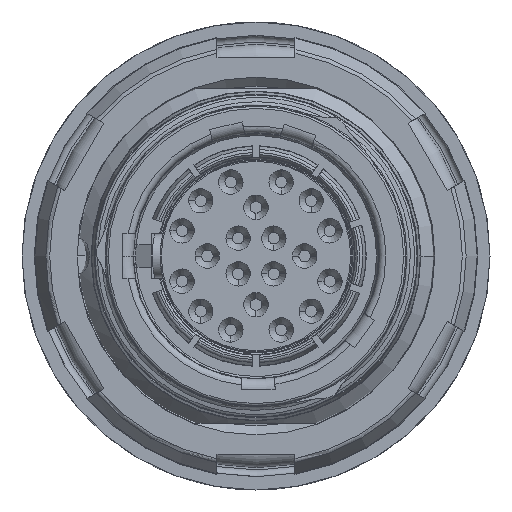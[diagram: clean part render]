
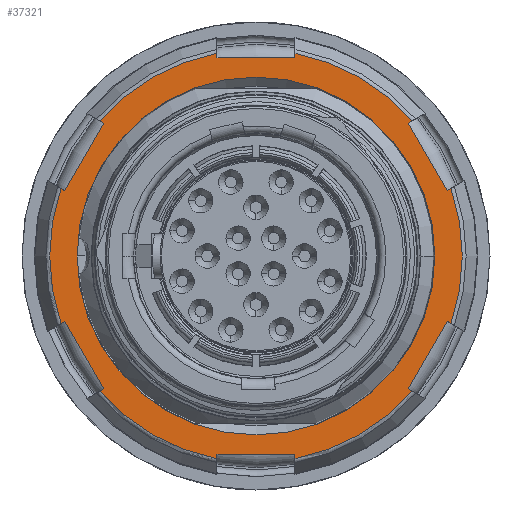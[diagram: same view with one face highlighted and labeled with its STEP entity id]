
A CAD part, left-side view. The second image highlights one B-rep face of the part: STEP entity #37321.
In plain terms, the highlighted face is planar.
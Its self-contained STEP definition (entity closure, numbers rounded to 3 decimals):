
#35868=CARTESIAN_POINT('',(0.,3.,0.));
#35869=DIRECTION('',(0.,1.,0.));
#35870=DIRECTION('',(-0.189,0.,-0.982));
#35871=AXIS2_PLACEMENT_3D('',#35868,#35869,#35870);
#35886=CARTESIAN_POINT('',(0.,3.,0.));
#35887=DIRECTION('',(0.,1.,0.));
#35888=DIRECTION('',(-0.945,0.,-0.327));
#35889=AXIS2_PLACEMENT_3D('',#35886,#35887,#35888);
#35922=CARTESIAN_POINT('',(0.,3.,0.));
#35923=DIRECTION('',(0.,1.,0.));
#35924=DIRECTION('',(0.756,0.,-0.655));
#35925=AXIS2_PLACEMENT_3D('',#35922,#35923,#35924);
#35976=CARTESIAN_POINT('',(0.,3.,0.));
#35977=DIRECTION('',(0.,1.,0.));
#35978=DIRECTION('',(-0.756,0.,0.655));
#35979=AXIS2_PLACEMENT_3D('',#35976,#35977,#35978);
#36012=CARTESIAN_POINT('',(0.,3.,0.));
#36013=DIRECTION('',(0.,1.,0.));
#36014=DIRECTION('',(0.189,0.,0.982));
#36015=AXIS2_PLACEMENT_3D('',#36012,#36013,#36014);
#36030=CARTESIAN_POINT('',(0.,3.,0.));
#36031=DIRECTION('',(0.,1.,0.));
#36032=DIRECTION('',(0.945,0.,0.327));
#36033=AXIS2_PLACEMENT_3D('',#36030,#36031,#36032);
#36056=DIRECTION('',(-0.866,0.,-0.5));
#36057=VECTOR('',#36056,0.19);
#36058=CARTESIAN_POINT('',(6.997,3.,6.061));
#36059=LINE('',#36058,#36057);
#36063=DIRECTION('',(0.,0.,-1.));
#36064=VECTOR('',#36063,0.19);
#36065=CARTESIAN_POINT('',(1.75,3.,9.09));
#36066=LINE('',#36065,#36064);
#36070=DIRECTION('',(1.,0.,0.));
#36071=VECTOR('',#36070,3.5);
#36072=CARTESIAN_POINT('',(-1.75,3.,8.9));
#36073=LINE('',#36072,#36071);
#36077=DIRECTION('',(0.,0.,-1.));
#36078=VECTOR('',#36077,0.19);
#36079=CARTESIAN_POINT('',(-1.75,3.,9.09));
#36080=LINE('',#36079,#36078);
#36084=DIRECTION('',(-0.866,0.,0.5));
#36085=VECTOR('',#36084,0.19);
#36086=CARTESIAN_POINT('',(-6.833,3.,5.966));
#36087=LINE('',#36086,#36085);
#36091=DIRECTION('',(0.5,0.,0.866));
#36092=VECTOR('',#36091,3.5);
#36093=CARTESIAN_POINT('',(-8.583,3.,2.934));
#36094=LINE('',#36093,#36092);
#36098=DIRECTION('',(0.866,0.,-0.5));
#36099=VECTOR('',#36098,0.19);
#36100=CARTESIAN_POINT('',(-8.747,3.,3.03));
#36101=LINE('',#36100,#36099);
#36105=DIRECTION('',(0.866,0.,0.5));
#36106=VECTOR('',#36105,0.19);
#36107=CARTESIAN_POINT('',(-8.747,3.,-3.03));
#36108=LINE('',#36107,#36106);
#36112=DIRECTION('',(-0.5,0.,0.866));
#36113=VECTOR('',#36112,3.5);
#36114=CARTESIAN_POINT('',(-6.833,3.,-5.966));
#36115=LINE('',#36114,#36113);
#36119=DIRECTION('',(0.866,0.,0.5));
#36120=VECTOR('',#36119,0.19);
#36121=CARTESIAN_POINT('',(-6.997,3.,-6.061));
#36122=LINE('',#36121,#36120);
#36126=DIRECTION('',(0.,0.,1.));
#36127=VECTOR('',#36126,0.19);
#36128=CARTESIAN_POINT('',(-1.75,3.,-9.09));
#36129=LINE('',#36128,#36127);
#36133=DIRECTION('',(-1.,0.,0.));
#36134=VECTOR('',#36133,3.5);
#36135=CARTESIAN_POINT('',(1.75,3.,-8.9));
#36136=LINE('',#36135,#36134);
#36140=DIRECTION('',(0.,0.,1.));
#36141=VECTOR('',#36140,0.19);
#36142=CARTESIAN_POINT('',(1.75,3.,-9.09));
#36143=LINE('',#36142,#36141);
#36147=DIRECTION('',(0.866,0.,-0.5));
#36148=VECTOR('',#36147,0.19);
#36149=CARTESIAN_POINT('',(6.833,3.,-5.966));
#36150=LINE('',#36149,#36148);
#36154=DIRECTION('',(-0.5,0.,-0.866));
#36155=VECTOR('',#36154,3.5);
#36156=CARTESIAN_POINT('',(8.583,3.,-2.934));
#36157=LINE('',#36156,#36155);
#36161=DIRECTION('',(-0.866,0.,0.5));
#36162=VECTOR('',#36161,0.19);
#36163=CARTESIAN_POINT('',(8.747,3.,-3.03));
#36164=LINE('',#36163,#36162);
#36168=DIRECTION('',(-0.866,0.,-0.5));
#36169=VECTOR('',#36168,0.19);
#36170=CARTESIAN_POINT('',(8.747,3.,3.03));
#36171=LINE('',#36170,#36169);
#36175=DIRECTION('',(0.5,0.,-0.866));
#36176=VECTOR('',#36175,3.5);
#36177=CARTESIAN_POINT('',(6.833,3.,5.966));
#36178=LINE('',#36177,#36176);
#36197=CARTESIAN_POINT('',(0.,3.,0.));
#36198=DIRECTION('',(0.,-1.,0.));
#36199=DIRECTION('',(-1.,0.,0.));
#36200=AXIS2_PLACEMENT_3D('',#36197,#36198,#36199);
#36220=CARTESIAN_POINT('',(0.,3.,0.));
#36221=DIRECTION('',(0.,1.,0.));
#36222=DIRECTION('',(-1.,0.,0.));
#36223=AXIS2_PLACEMENT_3D('',#36220,#36221,#36222);
#36454=CARTESIAN_POINT('',(-8.583,3.,2.934));
#36455=VERTEX_POINT('',#36454);
#36456=CARTESIAN_POINT('',(-6.833,3.,5.966));
#36457=VERTEX_POINT('',#36456);
#36462=CARTESIAN_POINT('',(-8.025,3.,0.));
#36463=CARTESIAN_POINT('',(8.025,3.,0.));
#36464=VERTEX_POINT('',#36462);
#36465=VERTEX_POINT('',#36463);
#36474=CARTESIAN_POINT('',(-8.747,3.,3.03));
#36475=VERTEX_POINT('',#36474);
#36476=CARTESIAN_POINT('',(-6.997,3.,6.061));
#36477=VERTEX_POINT('',#36476);
#36498=CARTESIAN_POINT('',(1.75,3.,-9.09));
#36499=CARTESIAN_POINT('',(1.75,3.,-8.9));
#36500=VERTEX_POINT('',#36498);
#36501=VERTEX_POINT('',#36499);
#36502=CARTESIAN_POINT('',(-1.75,3.,-8.9));
#36503=VERTEX_POINT('',#36502);
#36504=CARTESIAN_POINT('',(-1.75,3.,-9.09));
#36505=VERTEX_POINT('',#36504);
#36526=CARTESIAN_POINT('',(-6.997,3.,-6.061));
#36527=CARTESIAN_POINT('',(-6.833,3.,-5.966));
#36528=VERTEX_POINT('',#36526);
#36529=VERTEX_POINT('',#36527);
#36530=CARTESIAN_POINT('',(-8.583,3.,-2.934));
#36531=VERTEX_POINT('',#36530);
#36532=CARTESIAN_POINT('',(-8.747,3.,-3.03));
#36533=VERTEX_POINT('',#36532);
#36554=CARTESIAN_POINT('',(8.747,3.,-3.03));
#36555=CARTESIAN_POINT('',(8.583,3.,-2.934));
#36556=VERTEX_POINT('',#36554);
#36557=VERTEX_POINT('',#36555);
#36558=CARTESIAN_POINT('',(6.833,3.,-5.966));
#36559=VERTEX_POINT('',#36558);
#36560=CARTESIAN_POINT('',(6.997,3.,-6.061));
#36561=VERTEX_POINT('',#36560);
#36582=CARTESIAN_POINT('',(-1.75,3.,9.09));
#36583=CARTESIAN_POINT('',(-1.75,3.,8.9));
#36584=VERTEX_POINT('',#36582);
#36585=VERTEX_POINT('',#36583);
#36586=CARTESIAN_POINT('',(1.75,3.,8.9));
#36587=VERTEX_POINT('',#36586);
#36588=CARTESIAN_POINT('',(1.75,3.,9.09));
#36589=VERTEX_POINT('',#36588);
#36610=CARTESIAN_POINT('',(6.997,3.,6.061));
#36611=CARTESIAN_POINT('',(6.833,3.,5.966));
#36612=VERTEX_POINT('',#36610);
#36613=VERTEX_POINT('',#36611);
#36614=CARTESIAN_POINT('',(8.583,3.,2.934));
#36615=VERTEX_POINT('',#36614);
#36616=CARTESIAN_POINT('',(8.747,3.,3.03));
#36617=VERTEX_POINT('',#36616);
#37271=CARTESIAN_POINT('',(0.,3.,0.));
#37272=DIRECTION('',(0.,-1.,0.));
#37273=DIRECTION('',(1.,0.,0.));
#37274=AXIS2_PLACEMENT_3D('',#37271,#37272,#37273);
#37275=PLANE('',#37274);
#37276=ORIENTED_EDGE('',*,*,#36752,.F.);
#37277=ORIENTED_EDGE('',*,*,#37251,.F.);
#37279=ORIENTED_EDGE('',*,*,#37278,.T.);
#37281=ORIENTED_EDGE('',*,*,#37280,.F.);
#37283=ORIENTED_EDGE('',*,*,#37282,.F.);
#37284=ORIENTED_EDGE('',*,*,#37237,.F.);
#37286=ORIENTED_EDGE('',*,*,#37285,.F.);
#37288=ORIENTED_EDGE('',*,*,#37287,.F.);
#37290=ORIENTED_EDGE('',*,*,#37289,.F.);
#37291=ORIENTED_EDGE('',*,*,#37205,.F.);
#37293=ORIENTED_EDGE('',*,*,#37292,.T.);
#37295=ORIENTED_EDGE('',*,*,#37294,.F.);
#37296=ORIENTED_EDGE('',*,*,#36863,.F.);
#37297=ORIENTED_EDGE('',*,*,#37193,.F.);
#37298=ORIENTED_EDGE('',*,*,#36966,.T.);
#37299=ORIENTED_EDGE('',*,*,#36987,.F.);
#37300=ORIENTED_EDGE('',*,*,#37007,.F.);
#37301=ORIENTED_EDGE('',*,*,#37220,.F.);
#37303=ORIENTED_EDGE('',*,*,#37302,.F.);
#37305=ORIENTED_EDGE('',*,*,#37304,.F.);
#37307=ORIENTED_EDGE('',*,*,#37306,.F.);
#37308=ORIENTED_EDGE('',*,*,#37263,.F.);
#37310=ORIENTED_EDGE('',*,*,#37309,.T.);
#37312=ORIENTED_EDGE('',*,*,#37311,.F.);
#37313=EDGE_LOOP('',(#37276,#37277,#37279,#37281,#37283,#37284,#37286,#37288,
#37290,#37291,#37293,#37295,#37296,#37297,#37298,#37299,#37300,#37301,#37303,
#37305,#37307,#37308,#37310,#37312));
#37314=FACE_OUTER_BOUND('',#37313,.F.);
#37316=ORIENTED_EDGE('',*,*,#37315,.F.);
#37318=ORIENTED_EDGE('',*,*,#37317,.T.);
#37319=EDGE_LOOP('',(#37316,#37318));
#37320=FACE_BOUND('',#37319,.F.);
#35872=CIRCLE('',#35871,9.257);
#35890=CIRCLE('',#35889,9.257);
#35926=CIRCLE('',#35925,9.257);
#35980=CIRCLE('',#35979,9.257);
#36016=CIRCLE('',#36015,9.257);
#36034=CIRCLE('',#36033,9.257);
#36201=CIRCLE('',#36200,8.025);
#36224=CIRCLE('',#36223,8.025);
#36752=EDGE_CURVE('',#36612,#36613,#36059,.T.);
#36863=EDGE_CURVE('',#36528,#36529,#36122,.T.);
#36966=EDGE_CURVE('',#36505,#36503,#36129,.T.);
#36987=EDGE_CURVE('',#36501,#36503,#36136,.T.);
#37007=EDGE_CURVE('',#36500,#36501,#36143,.T.);
#37193=EDGE_CURVE('',#36505,#36528,#35872,.T.);
#37205=EDGE_CURVE('',#36533,#36475,#35890,.T.);
#37220=EDGE_CURVE('',#36561,#36500,#35926,.T.);
#37237=EDGE_CURVE('',#36477,#36584,#35980,.T.);
#37251=EDGE_CURVE('',#36589,#36612,#36016,.T.);
#37263=EDGE_CURVE('',#36617,#36556,#36034,.T.);
#37278=EDGE_CURVE('',#36589,#36587,#36066,.T.);
#37280=EDGE_CURVE('',#36585,#36587,#36073,.T.);
#37282=EDGE_CURVE('',#36584,#36585,#36080,.T.);
#37285=EDGE_CURVE('',#36457,#36477,#36087,.T.);
#37287=EDGE_CURVE('',#36455,#36457,#36094,.T.);
#37289=EDGE_CURVE('',#36475,#36455,#36101,.T.);
#37292=EDGE_CURVE('',#36533,#36531,#36108,.T.);
#37294=EDGE_CURVE('',#36529,#36531,#36115,.T.);
#37302=EDGE_CURVE('',#36559,#36561,#36150,.T.);
#37304=EDGE_CURVE('',#36557,#36559,#36157,.T.);
#37306=EDGE_CURVE('',#36556,#36557,#36164,.T.);
#37309=EDGE_CURVE('',#36617,#36615,#36171,.T.);
#37311=EDGE_CURVE('',#36613,#36615,#36178,.T.);
#37315=EDGE_CURVE('',#36464,#36465,#36201,.T.);
#37317=EDGE_CURVE('',#36464,#36465,#36224,.T.);
#37321=ADVANCED_FACE('',(#37314,#37320),#37275,.F.);
